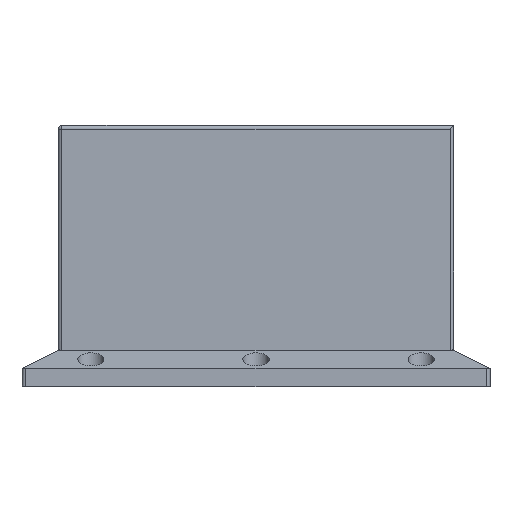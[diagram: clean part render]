
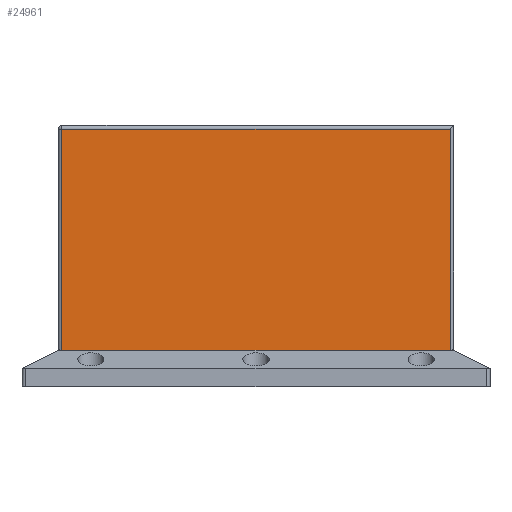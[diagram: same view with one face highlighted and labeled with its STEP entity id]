
A CAD part, left-side view. The second image highlights one B-rep face of the part: STEP entity #24961.
In plain terms, the highlighted planar face has unit normal (-1, 0, 0).
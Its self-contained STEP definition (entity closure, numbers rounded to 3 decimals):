
#2814=PLANE('',#26084);
#3784=FACE_OUTER_BOUND('',#5254,.T.);
#5254=EDGE_LOOP('',(#20397,#20398,#20399,#20400));
#6085=LINE('',#30115,#8242);
#6104=LINE('',#30203,#8261);
#6106=LINE('',#30211,#8263);
#6108=LINE('',#30216,#8265);
#8242=VECTOR('',#26550,10.);
#8261=VECTOR('',#26641,10.);
#8263=VECTOR('',#26653,10.);
#8265=VECTOR('',#26659,10.);
#10446=VERTEX_POINT('',#30112);
#10447=VERTEX_POINT('',#30114);
#10480=VERTEX_POINT('',#30202);
#10481=VERTEX_POINT('',#30207);
#12986=EDGE_CURVE('',#10447,#10446,#6085,.T.);
#13030=EDGE_CURVE('',#10480,#10446,#6104,.T.);
#13035=EDGE_CURVE('',#10447,#10481,#6106,.T.);
#13038=EDGE_CURVE('',#10481,#10480,#6108,.T.);
#20397=ORIENTED_EDGE('',*,*,#13035,.F.);
#20398=ORIENTED_EDGE('',*,*,#12986,.T.);
#20399=ORIENTED_EDGE('',*,*,#13030,.F.);
#20400=ORIENTED_EDGE('',*,*,#13038,.F.);
#24961=ADVANCED_FACE('',(#3784),#2814,.T.);
#26084=AXIS2_PLACEMENT_3D('',#39436,#28263,#28264);
#26550=DIRECTION('',(0.,-1.,0.));
#26641=DIRECTION('',(0.,0.,-1.));
#26653=DIRECTION('',(0.,0.,1.));
#26659=DIRECTION('',(0.,-1.,0.));
#28263=DIRECTION('center_axis',(-1.,0.,0.));
#28264=DIRECTION('ref_axis',(0.,-1.,0.));
#30112=CARTESIAN_POINT('',(-50.,-53.5,-1.));
#30114=CARTESIAN_POINT('',(-50.,53.5,-1.));
#30115=CARTESIAN_POINT('',(-50.,54.5,-1.));
#30202=CARTESIAN_POINT('',(-50.,-53.5,60.));
#30203=CARTESIAN_POINT('',(-50.,-53.5,0.));
#30207=CARTESIAN_POINT('',(-50.,53.5,60.));
#30211=CARTESIAN_POINT('',(-50.,53.5,0.));
#30216=CARTESIAN_POINT('',(-50.,27.25,60.));
#39436=CARTESIAN_POINT('Origin',(-50.,54.5,0.));
